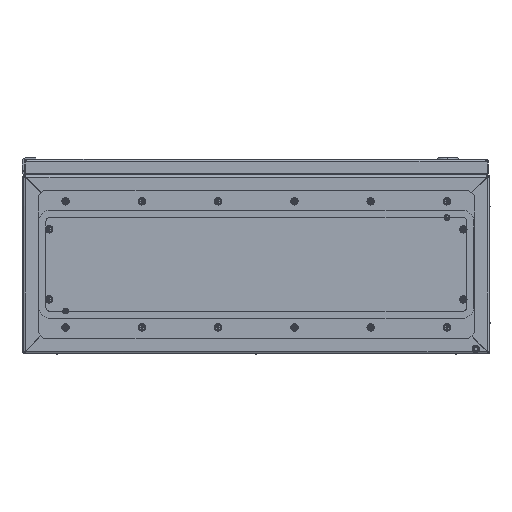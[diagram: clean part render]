
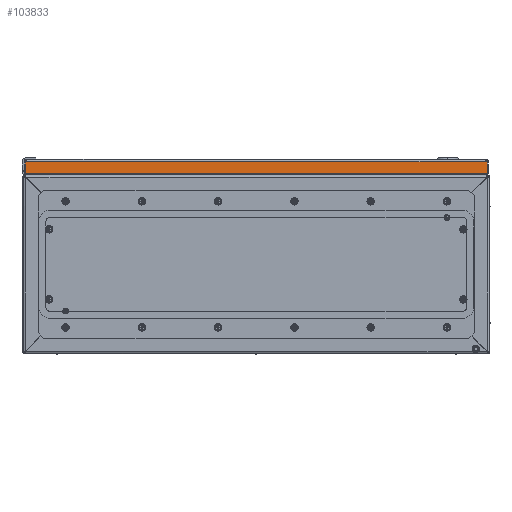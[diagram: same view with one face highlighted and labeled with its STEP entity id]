
A CAD part, front view. The second image highlights one B-rep face of the part: STEP entity #103833.
In plain terms, the highlighted planar face has unit normal (0, -1, 0).
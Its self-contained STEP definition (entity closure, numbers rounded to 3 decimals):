
#1262 = LINE ( 'NONE', #69626, #6714 ) ;
#1609 = DIRECTION ( 'NONE',  ( 0., 0., 1. ) ) ;
#1684 = EDGE_CURVE ( 'NONE', #106733, #80415, #1262, .T. ) ;
#6714 = VECTOR ( 'NONE', #86680, 1000. ) ;
#8214 = LINE ( 'NONE', #42865, #89547 ) ;
#8783 = DIRECTION ( 'NONE',  ( -1., 0., 0. ) ) ;
#11706 = ORIENTED_EDGE ( 'NONE', *, *, #68777, .F. ) ;
#15934 = VECTOR ( 'NONE', #95098, 1000. ) ;
#16811 = FACE_OUTER_BOUND ( 'NONE', #55091, .T. ) ;
#17765 = LINE ( 'NONE', #27383, #53871 ) ;
#18812 = PLANE ( 'NONE',  #49139 ) ;
#27383 = CARTESIAN_POINT ( 'NONE',  ( -296.529, -298., 3.275 ) ) ;
#31695 = CARTESIAN_POINT ( 'NONE',  ( -296.529, -298., 18. ) ) ;
#39025 = LINE ( 'NONE', #52184, #15934 ) ;
#42865 = CARTESIAN_POINT ( 'NONE',  ( -294.725, -298., 3.275 ) ) ;
#43085 = DIRECTION ( 'NONE',  ( 0., 0., -1. ) ) ;
#43446 = CARTESIAN_POINT ( 'NONE',  ( 294.725, -298., 18. ) ) ;
#49139 = AXIS2_PLACEMENT_3D ( 'NONE', #43446, #53255, #43085 ) ;
#52184 = CARTESIAN_POINT ( 'NONE',  ( 294.725, -298., 18. ) ) ;
#53255 = DIRECTION ( 'NONE',  ( 0., 1., 0. ) ) ;
#53871 = VECTOR ( 'NONE', #1609, 1000. ) ;
#55091 = EDGE_LOOP ( 'NONE', ( #94689, #108125, #86131, #11706 ) ) ;
#63826 = CARTESIAN_POINT ( 'NONE',  ( 296.529, -298., 18. ) ) ;
#66865 = VERTEX_POINT ( 'NONE', #31695 ) ;
#68777 = EDGE_CURVE ( 'NONE', #98989, #66865, #17765, .T. ) ;
#69626 = CARTESIAN_POINT ( 'NONE',  ( 296.529, -298., 3.275 ) ) ;
#70115 = CARTESIAN_POINT ( 'NONE',  ( 296.529, -298., 3.275 ) ) ;
#80415 = VERTEX_POINT ( 'NONE', #63826 ) ;
#86131 = ORIENTED_EDGE ( 'NONE', *, *, #99449, .F. ) ;
#86680 = DIRECTION ( 'NONE',  ( 0., 0., 1. ) ) ;
#89547 = VECTOR ( 'NONE', #8783, 1000. ) ;
#94689 = ORIENTED_EDGE ( 'NONE', *, *, #95829, .F. ) ;
#95098 = DIRECTION ( 'NONE',  ( 1., 0., 0. ) ) ;
#95829 = EDGE_CURVE ( 'NONE', #106733, #98989, #8214, .T. ) ;
#98989 = VERTEX_POINT ( 'NONE', #105471 ) ;
#99449 = EDGE_CURVE ( 'NONE', #66865, #80415, #39025, .T. ) ;
#103833 = ADVANCED_FACE ( '�����10', ( #16811 ), #18812, .F. ) ;
#105471 = CARTESIAN_POINT ( 'NONE',  ( -296.529, -298., 3.275 ) ) ;
#106733 = VERTEX_POINT ( 'NONE', #70115 ) ;
#108125 = ORIENTED_EDGE ( 'NONE', *, *, #1684, .T. ) ;
